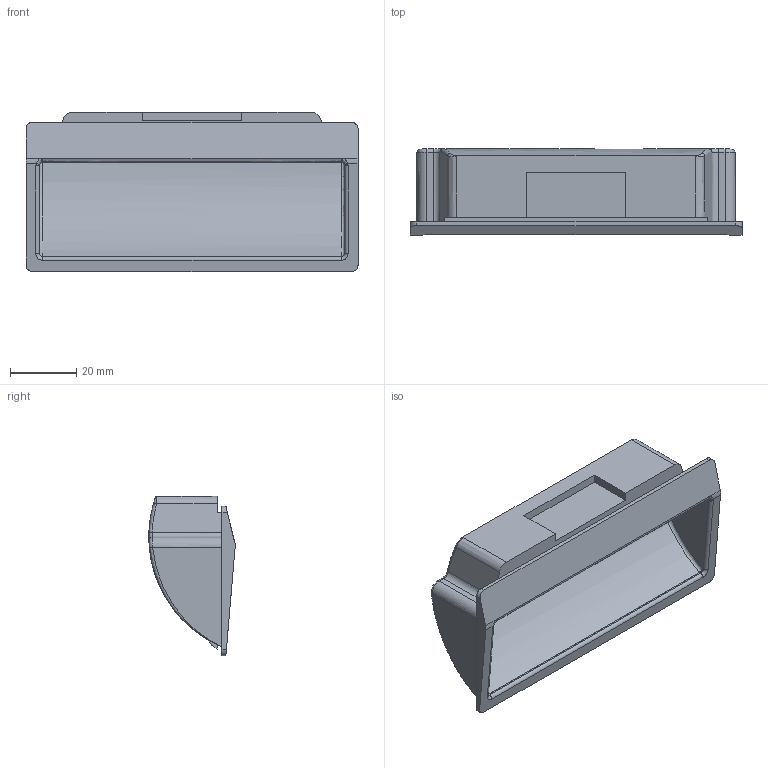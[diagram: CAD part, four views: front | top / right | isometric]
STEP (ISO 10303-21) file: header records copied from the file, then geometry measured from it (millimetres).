
FILE_DESCRIPTION((''),'2;1');
FILE_NAME('','2005-10-12T14:23:20',(''),(''),'','CADfix','');
FILE_SCHEMA(('AUTOMOTIVE_DESIGN'));
Length unit declared in the file: millimetre
Products named in the file (1): pull
Bounding box: 100 x 26 x 48 mm (x, y, z)
Volume: 24202.9 mm3; surface area: 19845.2 mm2
Topology: 1 solids, 1 shells, 106 faces, 277 edges, 172 vertices
Faces by surface type: bspline 106
Entity records: 7283 total; most frequent: CARTESIAN_POINT 5709, ORIENTED_EDGE 550, EDGE_CURVE 275, VERTEX_POINT 172, QUASI_UNIFORM_CURVE 149, EDGE_LOOP 107, FACE_OUTER_BOUND 106, ADVANCED_FACE 106
